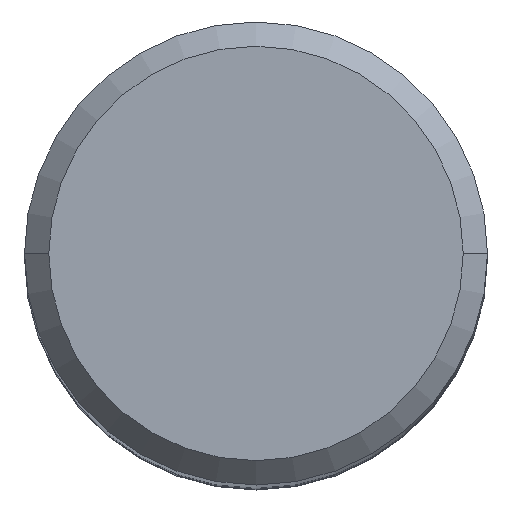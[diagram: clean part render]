
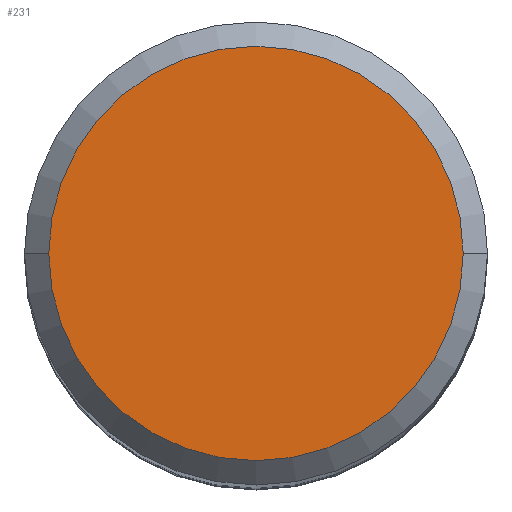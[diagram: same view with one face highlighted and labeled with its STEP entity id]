
A CAD part, top view. The second image highlights one B-rep face of the part: STEP entity #231.
In plain terms, the highlighted planar face has unit normal (0, 0, 1).
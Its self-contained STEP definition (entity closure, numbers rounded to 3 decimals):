
#52=PLANE('',#1964);
#231=ADVANCED_FACE('',(#355),#52,.F.);
#355=FACE_OUTER_BOUND('',#455,.T.);
#455=EDGE_LOOP('',(#872,#873,#874,#875));
#872=ORIENTED_EDGE('',*,*,#1224,.F.);
#873=ORIENTED_EDGE('',*,*,#1225,.T.);
#874=ORIENTED_EDGE('',*,*,#1223,.F.);
#875=ORIENTED_EDGE('',*,*,#1222,.T.);
#1008=VERTEX_POINT('',#3719);
#1009=VERTEX_POINT('',#3721);
#1010=VERTEX_POINT('',#3723);
#1011=VERTEX_POINT('',#3727);
#1222=EDGE_CURVE('',#1010,#1009,#1451,.T.);
#1223=EDGE_CURVE('',#1010,#1008,#1452,.T.);
#1224=EDGE_CURVE('',#1011,#1009,#1453,.T.);
#1225=EDGE_CURVE('',#1011,#1008,#1454,.T.);
#1451=CIRCLE('',#1959,8.525);
#1452=CIRCLE('',#1960,8.525);
#1453=CIRCLE('',#1962,8.525);
#1454=CIRCLE('',#1963,8.525);
#1959=AXIS2_PLACEMENT_3D('',#3722,#2485,#2486);
#1960=AXIS2_PLACEMENT_3D('',#3724,#2487,#2488);
#1962=AXIS2_PLACEMENT_3D('',#3726,#2491,#2492);
#1963=AXIS2_PLACEMENT_3D('',#3728,#2493,#2494);
#1964=AXIS2_PLACEMENT_3D('',#3729,#2495,#2496);
#2485=DIRECTION('',(0.,0.,1.));
#2486=DIRECTION('',(1.,0.,0.));
#2487=DIRECTION('',(0.,0.,-1.));
#2488=DIRECTION('',(1.,0.,0.));
#2491=DIRECTION('',(0.,0.,-1.));
#2492=DIRECTION('',(-1.,0.,0.));
#2493=DIRECTION('',(0.,0.,1.));
#2494=DIRECTION('',(-1.,0.,0.));
#2495=DIRECTION('',(0.,0.,-1.));
#2496=DIRECTION('',(-1.,-0.001,0.));
#3719=CARTESIAN_POINT('',(-8.525,-0.01,0.));
#3721=CARTESIAN_POINT('',(8.525,0.01,0.));
#3722=CARTESIAN_POINT('',(0.,0.,0.));
#3723=CARTESIAN_POINT('',(8.525,0.,0.));
#3724=CARTESIAN_POINT('',(0.,0.,0.));
#3726=CARTESIAN_POINT('',(0.,0.,0.));
#3727=CARTESIAN_POINT('',(-8.525,0.,0.));
#3728=CARTESIAN_POINT('',(0.,0.,0.));
#3729=CARTESIAN_POINT('',(0.,0.,0.));
